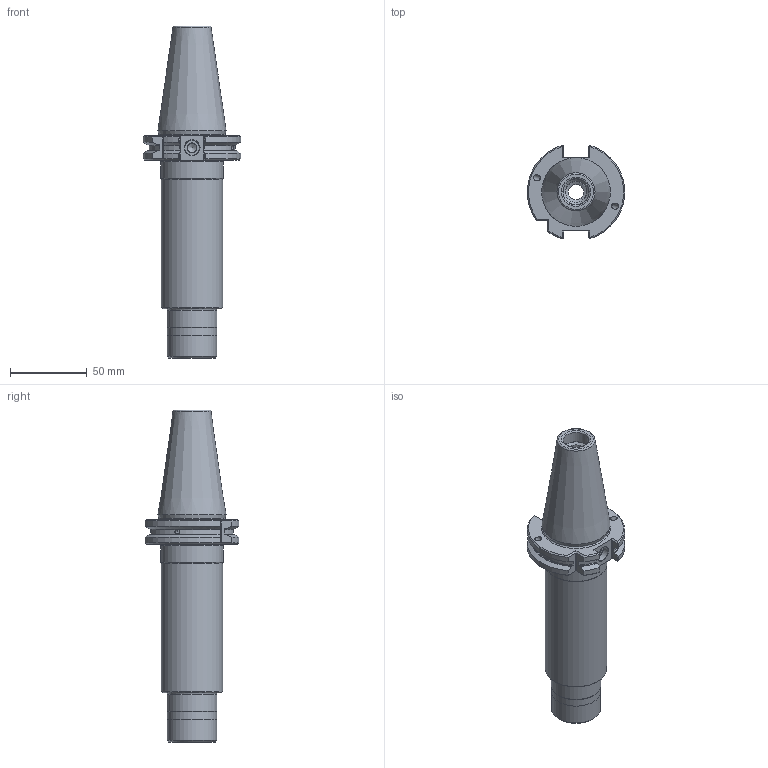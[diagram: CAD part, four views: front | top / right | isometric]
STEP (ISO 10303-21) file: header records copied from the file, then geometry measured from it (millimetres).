
FILE_DESCRIPTION(/* description */ (''),/* implementation_level */ '2;1');
FILE_NAME(/* name */ '424012583.stp',/* time_stamp */ '2021-04-28T09:31:14',/* author */ ('LRA'),/* organization */ ('REGO-FIX'),/* preprocessor_version */ ' Unknown',/* originating_system */ 'SIEMENS PLM Software Solid Edge ST10',/* authorization */ 'Unknown');
FILE_SCHEMA (('AUTOMOTIVE_DESIGN { 1 0 10303 214 2 1 1}'));
Length unit declared in the file: millimetre
Products named in the file (1): 0007033
Bounding box: 63.35 x 61.01 x 216.25 mm (x, y, z)
Volume: 220470.7 mm3; surface area: 42379.3 mm2
Topology: 1 solids, 1 shells, 130 faces, 347 edges, 220 vertices
Faces by surface type: cylinder 44, plane 41, cone 33, torus 12
Full cylindrical faces by diameter (mm): 3.242 x4, 3.9 x2, 6 x1, 10 x1, 10.106 x1, 13.834 x1, 13.835 x1, 17 x1, 18 x1, 32 x2, 32.5 x1, 40 x1, 40.5 x1
Entity records: 4745 total; most frequent: CARTESIAN_POINT 911, DIRECTION 588, ORIENTED_EDGE 558, EDGE_CURVE 279, AXIS2_PLACEMENT_3D 243, VERTEX_POINT 202, FACE_BOUND 191, EDGE_LOOP 188
